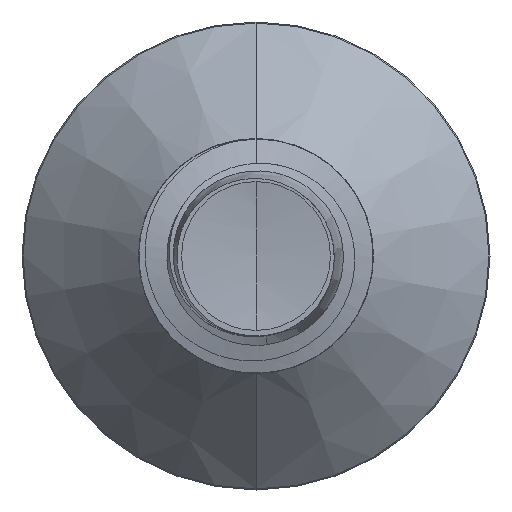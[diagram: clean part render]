
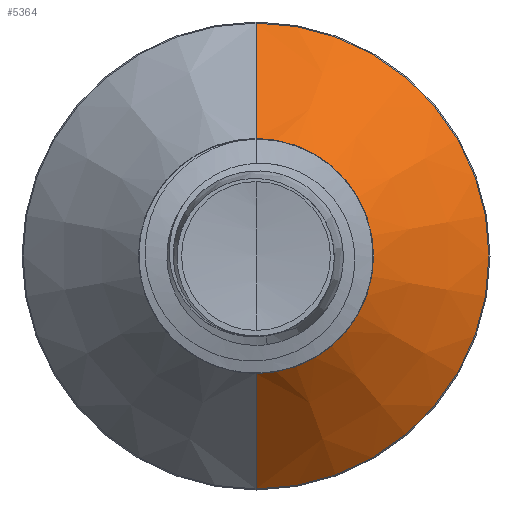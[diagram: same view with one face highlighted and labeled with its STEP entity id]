
A CAD part, front view. The second image highlights one B-rep face of the part: STEP entity #5364.
In plain terms, the highlighted conical face has half-angle 45 degrees and reference radius 1.256 mm.
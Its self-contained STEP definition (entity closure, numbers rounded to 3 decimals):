
#911 = ORIENTED_EDGE ( 'NONE', *, *, #8180, .F. ) ;
#966 = AXIS2_PLACEMENT_3D ( 'NONE', #9327, #3026, #10384 ) ;
#1026 = EDGE_CURVE ( 'NONE', #2380, #10982, #5013, .T. ) ;
#1190 = LINE ( 'NONE', #5272, #9269 ) ;
#1602 = ORIENTED_EDGE ( 'NONE', *, *, #10535, .F. ) ;
#2352 = CONICAL_SURFACE ( 'NONE', #11421, 1.256, 0.785 ) ;
#2380 = VERTEX_POINT ( 'NONE', #11724 ) ;
#2476 = VERTEX_POINT ( 'NONE', #4449 ) ;
#2521 = LINE ( 'NONE', #10297, #4309 ) ;
#2706 = FACE_OUTER_BOUND ( 'NONE', #8225, .T. ) ;
#2958 = ORIENTED_EDGE ( 'NONE', *, *, #7724, .T. ) ;
#3026 = DIRECTION ( 'NONE',  ( 0., 1., 0. ) ) ;
#3028 = DIRECTION ( 'NONE',  ( 0., 0., 1. ) ) ;
#3981 = DIRECTION ( 'NONE',  ( 0., 0.707, -0.707 ) ) ;
#4309 = VECTOR ( 'NONE', #3981, 1000. ) ;
#4449 = CARTESIAN_POINT ( 'NONE',  ( 0., 4.439, 2.489 ) ) ;
#5013 = CIRCLE ( 'NONE', #11079, 1.256 ) ;
#5272 = CARTESIAN_POINT ( 'NONE',  ( 0., 3.206, 1.256 ) ) ;
#5364 = ADVANCED_FACE ( 'NONE', ( #2706 ), #2352, .T. ) ;
#5858 = VERTEX_POINT ( 'NONE', #10524 ) ;
#5933 = DIRECTION ( 'NONE',  ( 0., 1., 0. ) ) ;
#7120 = CIRCLE ( 'NONE', #966, 2.489 ) ;
#7520 = CARTESIAN_POINT ( 'NONE',  ( 0., 3.206, -1.256 ) ) ;
#7724 = EDGE_CURVE ( 'NONE', #10982, #5858, #2521, .T. ) ;
#8180 = EDGE_CURVE ( 'NONE', #2380, #2476, #1190, .T. ) ;
#8225 = EDGE_LOOP ( 'NONE', ( #9988, #2958, #1602, #911 ) ) ;
#8768 = DIRECTION ( 'NONE',  ( 0., 0.707, 0.707 ) ) ;
#9269 = VECTOR ( 'NONE', #8768, 1000. ) ;
#9327 = CARTESIAN_POINT ( 'NONE',  ( 0., 4.439, 0. ) ) ;
#9988 = ORIENTED_EDGE ( 'NONE', *, *, #1026, .T. ) ;
#10297 = CARTESIAN_POINT ( 'NONE',  ( 0., 3.206, -1.256 ) ) ;
#10384 = DIRECTION ( 'NONE',  ( 0., 0., 1. ) ) ;
#10386 = CARTESIAN_POINT ( 'NONE',  ( 0., 3.206, 0. ) ) ;
#10524 = CARTESIAN_POINT ( 'NONE',  ( 0., 4.439, -2.489 ) ) ;
#10535 = EDGE_CURVE ( 'NONE', #2476, #5858, #7120, .T. ) ;
#10982 = VERTEX_POINT ( 'NONE', #7520 ) ;
#11079 = AXIS2_PLACEMENT_3D ( 'NONE', #12155, #5933, #13188 ) ;
#11421 = AXIS2_PLACEMENT_3D ( 'NONE', #10386, #13453, #3028 ) ;
#11724 = CARTESIAN_POINT ( 'NONE',  ( 0., 3.206, 1.256 ) ) ;
#12155 = CARTESIAN_POINT ( 'NONE',  ( 0., 3.206, 0. ) ) ;
#13188 = DIRECTION ( 'NONE',  ( 0., 0., 1. ) ) ;
#13453 = DIRECTION ( 'NONE',  ( 0., 1., 0. ) ) ;
